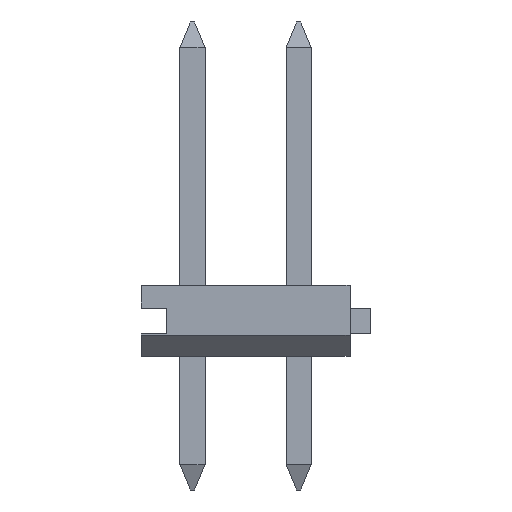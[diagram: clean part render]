
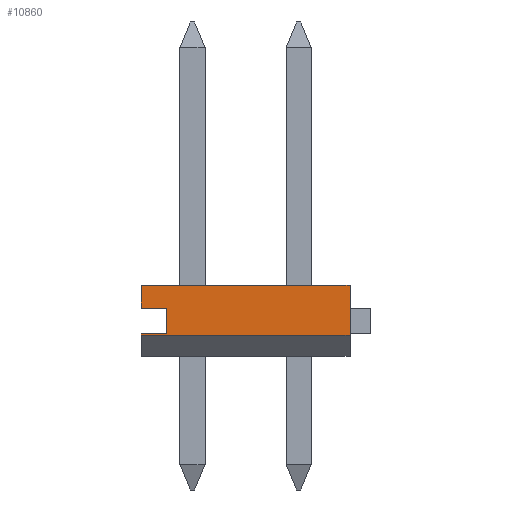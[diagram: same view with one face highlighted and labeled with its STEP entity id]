
A CAD part, left-side view. The second image highlights one B-rep face of the part: STEP entity #10860.
In plain terms, the highlighted planar face has unit normal (-1, 0, 0).
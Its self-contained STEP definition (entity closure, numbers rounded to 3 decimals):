
#10451=CARTESIAN_POINT('',(-8.89,1.9,1.15));
#10452=VERTEX_POINT('',#10451);
#10461=CARTESIAN_POINT('',(-8.89,2.5,1.15));
#10462=VERTEX_POINT('',#10461);
#10463=CARTESIAN_POINT('',(-8.89,2.5,1.15));
#10464=DIRECTION('',(0.0,-1.0,0.0));
#10465=VECTOR('',#10464,0.6);
#10466=LINE('',#10463,#10465);
#10467=EDGE_CURVE('',#10462,#10452,#10466,.T.);
#10493=CARTESIAN_POINT('',(-8.89,1.9,0.55));
#10494=VERTEX_POINT('',#10493);
#10509=CARTESIAN_POINT('',(-8.89,2.5,0.55));
#10510=VERTEX_POINT('',#10509);
#10517=CARTESIAN_POINT('',(-8.89,1.9,0.55));
#10518=DIRECTION('',(0.0,1.0,0.0));
#10519=VECTOR('',#10518,0.6);
#10520=LINE('',#10517,#10519);
#10521=EDGE_CURVE('',#10494,#10510,#10520,.T.);
#10531=CARTESIAN_POINT('',(-8.89,1.9,1.15));
#10532=DIRECTION('',(0.0,0.0,-1.0));
#10533=VECTOR('',#10532,0.6);
#10534=LINE('',#10531,#10533);
#10535=EDGE_CURVE('',#10452,#10494,#10534,.T.);
#10554=CARTESIAN_POINT('',(-8.89,2.5,1.7));
#10555=VERTEX_POINT('',#10554);
#10556=CARTESIAN_POINT('',(-8.89,2.5,1.7));
#10557=DIRECTION('',(0.0,0.0,-1.0));
#10558=VECTOR('',#10557,0.55);
#10559=LINE('',#10556,#10558);
#10560=EDGE_CURVE('',#10555,#10462,#10559,.T.);
#10641=CARTESIAN_POINT('',(-8.89,2.5,0.508));
#10642=VERTEX_POINT('',#10641);
#10649=CARTESIAN_POINT('',(-8.89,2.5,0.55));
#10650=DIRECTION('',(0.0,0.0,-1.0));
#10651=VECTOR('',#10650,0.042);
#10652=LINE('',#10649,#10651);
#10653=EDGE_CURVE('',#10510,#10642,#10652,.T.);
#10739=CARTESIAN_POINT('',(-8.89,-2.5,1.7));
#10740=VERTEX_POINT('',#10739);
#10747=CARTESIAN_POINT('',(-8.89,-2.5,0.508));
#10748=VERTEX_POINT('',#10747);
#10749=CARTESIAN_POINT('',(-8.89,-2.5,1.7));
#10750=DIRECTION('',(0.0,0.0,-1.0));
#10751=VECTOR('',#10750,1.192);
#10752=LINE('',#10749,#10751);
#10753=EDGE_CURVE('',#10740,#10748,#10752,.T.);
#10829=CARTESIAN_POINT('',(-8.89,2.5,1.7));
#10830=DIRECTION('',(0.0,-1.0,0.0));
#10831=VECTOR('',#10830,5.0);
#10832=LINE('',#10829,#10831);
#10833=EDGE_CURVE('',#10555,#10740,#10832,.T.);
#10840=CARTESIAN_POINT('',(-8.89,2.5,1.7));
#10841=DIRECTION('',(-1.0,0.0,0.0));
#10842=DIRECTION('',(0.0,0.0,1.0));
#10843=AXIS2_PLACEMENT_3D('',#10840,#10841,#10842);
#10844=PLANE('',#10843);
#10845=ORIENTED_EDGE('',*,*,#10521,.T.);
#10846=ORIENTED_EDGE('',*,*,#10653,.T.);
#10847=CARTESIAN_POINT('',(-8.89,-2.5,0.508));
#10848=DIRECTION('',(0.0,1.0,0.0));
#10849=VECTOR('',#10848,5.);
#10850=LINE('',#10847,#10849);
#10851=EDGE_CURVE('',#10748,#10642,#10850,.T.);
#10852=ORIENTED_EDGE('',*,*,#10851,.F.);
#10853=ORIENTED_EDGE('',*,*,#10753,.F.);
#10854=ORIENTED_EDGE('',*,*,#10833,.F.);
#10855=ORIENTED_EDGE('',*,*,#10560,.T.);
#10856=ORIENTED_EDGE('',*,*,#10467,.T.);
#10857=ORIENTED_EDGE('',*,*,#10535,.T.);
#10858=EDGE_LOOP('',(#10845,#10846,#10852,#10853,#10854,#10855,#10856,#10857));
#10859=FACE_OUTER_BOUND('',#10858,.T.);
#10860=ADVANCED_FACE('',(#10859),#10844,.T.);
